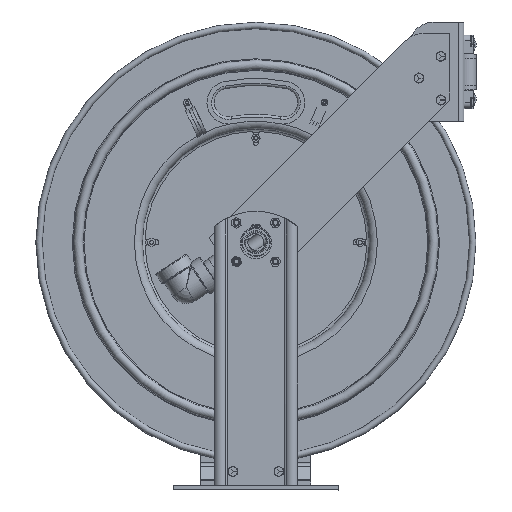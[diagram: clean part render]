
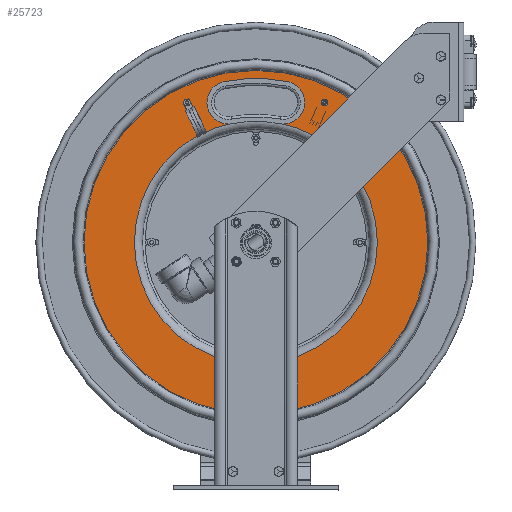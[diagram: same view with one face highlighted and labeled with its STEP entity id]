
A CAD part, top view. The second image highlights one B-rep face of the part: STEP entity #25723.
In plain terms, the highlighted planar face has unit normal (0, 0, 1).
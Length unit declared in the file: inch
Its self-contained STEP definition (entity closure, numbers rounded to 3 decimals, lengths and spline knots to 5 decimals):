
#1331=FACE_BOUND('',#2905,.T.);
#1332=FACE_BOUND('',#2906,.T.);
#1333=FACE_BOUND('',#2907,.T.);
#1334=FACE_BOUND('',#2908,.T.);
#1801=PLANE('',#26716);
#2259=FACE_OUTER_BOUND('',#2904,.T.);
#2904=EDGE_LOOP('',(#19882));
#2905=EDGE_LOOP('',(#19883,#19884,#19885,#19886));
#2906=EDGE_LOOP('',(#19887));
#2907=EDGE_LOOP('',(#19888));
#2908=EDGE_LOOP('',(#19889));
#9233=CIRCLE('',#26715,6.625);
#9234=CIRCLE('',#26717,9.375);
#9235=CIRCLE('',#26718,8.76623);
#9236=CIRCLE('',#26719,1.);
#9237=CIRCLE('',#26720,6.76623);
#9238=CIRCLE('',#26721,1.);
#9239=CIRCLE('',#26722,0.11);
#9240=CIRCLE('',#26723,0.11);
#10424=VERTEX_POINT('',#35155);
#10425=VERTEX_POINT('',#35158);
#10426=VERTEX_POINT('',#35160);
#10427=VERTEX_POINT('',#35161);
#10428=VERTEX_POINT('',#35163);
#10429=VERTEX_POINT('',#35165);
#10430=VERTEX_POINT('',#35168);
#10431=VERTEX_POINT('',#35170);
#14898=EDGE_CURVE('',#10424,#10424,#9233,.T.);
#14899=EDGE_CURVE('',#10425,#10425,#9234,.T.);
#14900=EDGE_CURVE('',#10426,#10427,#9235,.T.);
#14901=EDGE_CURVE('',#10427,#10428,#9236,.T.);
#14902=EDGE_CURVE('',#10428,#10429,#9237,.T.);
#14903=EDGE_CURVE('',#10429,#10426,#9238,.T.);
#14904=EDGE_CURVE('',#10430,#10430,#9239,.T.);
#14905=EDGE_CURVE('',#10431,#10431,#9240,.T.);
#19882=ORIENTED_EDGE('',*,*,#14899,.F.);
#19883=ORIENTED_EDGE('',*,*,#14900,.T.);
#19884=ORIENTED_EDGE('',*,*,#14901,.T.);
#19885=ORIENTED_EDGE('',*,*,#14902,.T.);
#19886=ORIENTED_EDGE('',*,*,#14903,.T.);
#19887=ORIENTED_EDGE('',*,*,#14904,.T.);
#19888=ORIENTED_EDGE('',*,*,#14905,.T.);
#19889=ORIENTED_EDGE('',*,*,#14898,.T.);
#25723=ADVANCED_FACE('',(#2259,#1331,#1332,#1333,#1334),#1801,.T.);
#26715=AXIS2_PLACEMENT_3D('',#35156,#28777,#28778);
#26716=AXIS2_PLACEMENT_3D('',#35157,#28779,#28780);
#26717=AXIS2_PLACEMENT_3D('',#35159,#28781,#28782);
#26718=AXIS2_PLACEMENT_3D('',#35162,#28783,#28784);
#26719=AXIS2_PLACEMENT_3D('',#35164,#28785,#28786);
#26720=AXIS2_PLACEMENT_3D('',#35166,#28787,#28788);
#26721=AXIS2_PLACEMENT_3D('',#35167,#28789,#28790);
#26722=AXIS2_PLACEMENT_3D('',#35169,#28791,#28792);
#26723=AXIS2_PLACEMENT_3D('',#35171,#28793,#28794);
#28777=DIRECTION('center_axis',(0.,0.,
-1.));
#28778=DIRECTION('ref_axis',(-1.,0.,0.));
#28779=DIRECTION('center_axis',(0.,0.,
1.));
#28780=DIRECTION('ref_axis',(0.,1.,0.));
#28781=DIRECTION('center_axis',(0.,0.,
-1.));
#28782=DIRECTION('ref_axis',(-1.,0.,0.));
#28783=DIRECTION('center_axis',(0.,0.,
-1.));
#28784=DIRECTION('ref_axis',(0.193,-0.981,0.));
#28785=DIRECTION('center_axis',(0.,0.,
-1.));
#28786=DIRECTION('ref_axis',(-0.193,-0.981,0.));
#28787=DIRECTION('center_axis',(0.,0.,
1.));
#28788=DIRECTION('ref_axis',(-0.193,0.981,0.));
#28789=DIRECTION('center_axis',(0.,0.,
-1.));
#28790=DIRECTION('ref_axis',(-0.193,0.981,0.));
#28791=DIRECTION('center_axis',(0.,0.,
-1.));
#28792=DIRECTION('ref_axis',(-1.,0.,0.));
#28793=DIRECTION('center_axis',(0.,0.,
-1.));
#28794=DIRECTION('ref_axis',(-1.,0.,0.));
#35155=CARTESIAN_POINT('',(-6.625,13.49001,3.0821));
#35156=CARTESIAN_POINT('Origin',(0.,13.49001,
3.0821));
#35157=CARTESIAN_POINT('Origin',(-8.,13.49001,3.0821));
#35158=CARTESIAN_POINT('',(-9.375,13.49001,3.0821));
#35159=CARTESIAN_POINT('Origin',(0.,13.49001,
3.0821));
#35160=CARTESIAN_POINT('',(-1.69314,22.09118,3.0821));
#35161=CARTESIAN_POINT('',(1.69314,22.09118,3.0821));
#35162=CARTESIAN_POINT('Origin',(0.,13.49001,
3.0821));
#35163=CARTESIAN_POINT('',(1.30686,20.12884,3.0821));
#35164=CARTESIAN_POINT('Origin',(1.5,21.11001,3.0821));
#35165=CARTESIAN_POINT('',(-1.30686,20.12884,3.0821));
#35166=CARTESIAN_POINT('Origin',(0.,13.49001,
3.0821));
#35167=CARTESIAN_POINT('Origin',(-1.5,21.11001,3.0821));
#35168=CARTESIAN_POINT('',(3.86,21.11001,3.0821));
#35169=CARTESIAN_POINT('Origin',(3.75,21.11001,3.0821));
#35170=CARTESIAN_POINT('',(-3.64,21.11001,3.0821));
#35171=CARTESIAN_POINT('Origin',(-3.75,21.11001,3.0821));
